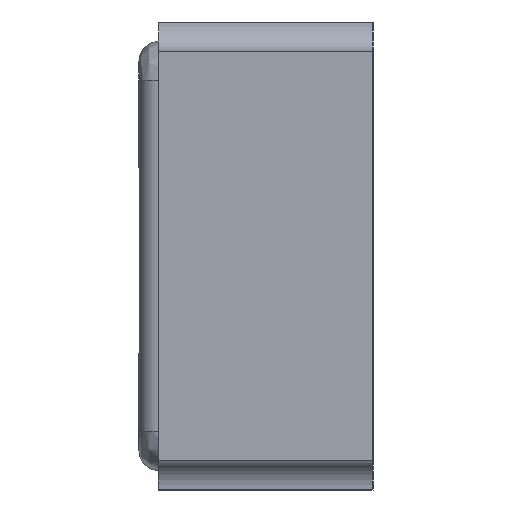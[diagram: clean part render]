
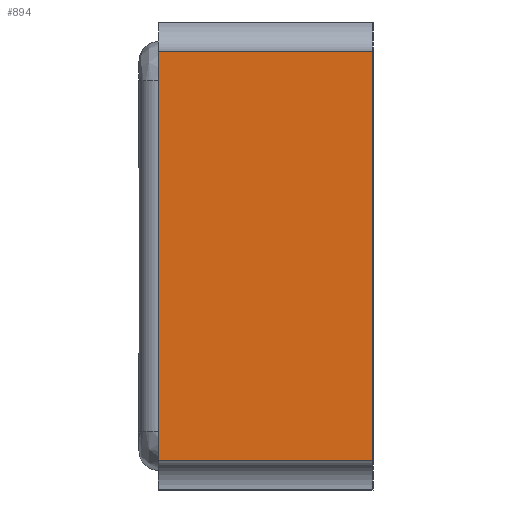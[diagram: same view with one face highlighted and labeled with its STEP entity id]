
A CAD part, left-side view. The second image highlights one B-rep face of the part: STEP entity #894.
In plain terms, the highlighted planar face has unit normal (-1, 0, 0).
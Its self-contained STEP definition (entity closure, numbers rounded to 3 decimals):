
#11 = DIRECTION ( 'NONE',  ( 0., 0., -1. ) ) ;
#165 = EDGE_CURVE ( 'NONE', #877, #576, #652, .T. ) ;
#172 = ORIENTED_EDGE ( 'NONE', *, *, #165, .F. ) ;
#187 = ORIENTED_EDGE ( 'NONE', *, *, #812, .T. ) ;
#226 = DIRECTION ( 'NONE',  ( 0., 1., 0. ) ) ;
#229 = CARTESIAN_POINT ( 'NONE',  ( -1., 0., 0.6 ) ) ;
#263 = FACE_OUTER_BOUND ( 'NONE', #476, .T. ) ;
#298 = CARTESIAN_POINT ( 'NONE',  ( -1., 0., -0.525 ) ) ;
#302 = LINE ( 'NONE', #630, #777 ) ;
#320 = LINE ( 'NONE', #664, #1353 ) ;
#343 = LINE ( 'NONE', #451, #1200 ) ;
#389 = VERTEX_POINT ( 'NONE', #595 ) ;
#451 = CARTESIAN_POINT ( 'NONE',  ( -1., 0., 0.525 ) ) ;
#475 = CARTESIAN_POINT ( 'NONE',  ( -1., 0.55, 0.6 ) ) ;
#476 = EDGE_LOOP ( 'NONE', ( #187, #786, #1248, #172 ) ) ;
#484 = CARTESIAN_POINT ( 'NONE',  ( -1., 0., 0.525 ) ) ;
#566 = VECTOR ( 'NONE', #11, 1000. ) ;
#576 = VERTEX_POINT ( 'NONE', #298 ) ;
#595 = CARTESIAN_POINT ( 'NONE',  ( -1., 0.55, -0.525 ) ) ;
#630 = CARTESIAN_POINT ( 'NONE',  ( -1., 0.55, 0. ) ) ;
#652 = LINE ( 'NONE', #229, #566 ) ;
#664 = CARTESIAN_POINT ( 'NONE',  ( -1., 0.55, -0.525 ) ) ;
#777 = VECTOR ( 'NONE', #1236, 1000. ) ;
#786 = ORIENTED_EDGE ( 'NONE', *, *, #1312, .F. ) ;
#791 = DIRECTION ( 'NONE',  ( 0., 0., -1. ) ) ;
#812 = EDGE_CURVE ( 'NONE', #877, #984, #343, .T. ) ;
#877 = VERTEX_POINT ( 'NONE', #484 ) ;
#894 = ADVANCED_FACE ( 'NONE', ( #263 ), #1316, .F. ) ;
#984 = VERTEX_POINT ( 'NONE', #1234 ) ;
#1120 = DIRECTION ( 'NONE',  ( 1., 0., 0. ) ) ;
#1175 = AXIS2_PLACEMENT_3D ( 'NONE', #475, #1120, #791 ) ;
#1200 = VECTOR ( 'NONE', #226, 1000. ) ;
#1234 = CARTESIAN_POINT ( 'NONE',  ( -1., 0.55, 0.525 ) ) ;
#1236 = DIRECTION ( 'NONE',  ( 0., 0., 1. ) ) ;
#1248 = ORIENTED_EDGE ( 'NONE', *, *, #1376, .F. ) ;
#1296 = DIRECTION ( 'NONE',  ( 0., 1., 0. ) ) ;
#1312 = EDGE_CURVE ( 'NONE', #389, #984, #302, .T. ) ;
#1316 = PLANE ( 'NONE',  #1175 ) ;
#1353 = VECTOR ( 'NONE', #1296, 1000. ) ;
#1376 = EDGE_CURVE ( 'NONE', #576, #389, #320, .T. ) ;
